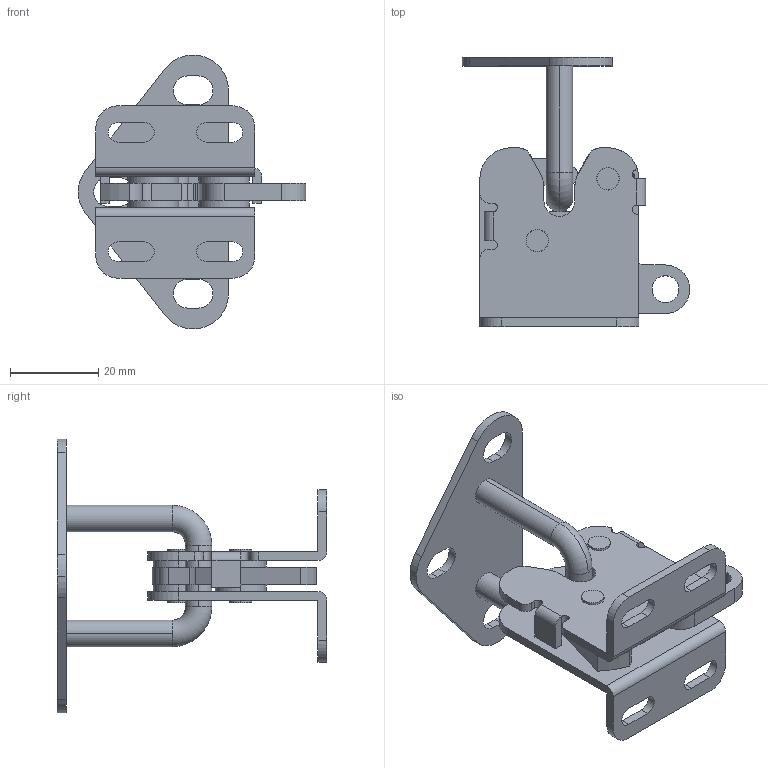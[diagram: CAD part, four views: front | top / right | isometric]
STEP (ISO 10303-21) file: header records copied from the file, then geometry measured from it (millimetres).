
FILE_DESCRIPTION (( 'STEP AP203' ), '1' );
FILE_NAME ('sone3D.STEP', '2017-09-08T00:40:17', ( '' ), ( '' ), 'SwSTEP 2.0', 'SolidWorks 2014', '' );
FILE_SCHEMA (( 'CONFIG_CONTROL_DESIGN' ));
Length unit declared in the file: millimetre
Products named in the file (7): C-1451-2僽儔働僢僩2_; C-1451-2僽儔働僢僩1_; C-1451-2カム_; C-1451-2ピン_; C-1451-2受け金具_; C-1451-2レバー_; sone3D
Assembly tree (7 placements, depth 2):
  sone3D
    C-1451-2僽儔働僢僩1_
    C-1451-2僽儔働僢僩2_
    C-1451-2カム_
    C-1451-2ピン_  x2
    C-1451-2受け金具_
    C-1451-2レバー_
Bounding box: 51.5 x 61 x 61.95 mm (x, y, z)
Volume: 16046.9 mm3; surface area: 16561.3 mm2
Topology: 7 solids, 7 shells, 224 faces, 596 edges, 394 vertices
Faces by surface type: cylinder 124, plane 96, torus 4
Entity records: 7485 total; most frequent: DIRECTION 1240, CARTESIAN_POINT 1158, ORIENTED_EDGE 1132, EDGE_CURVE 566, AXIS2_PLACEMENT_3D 456, VERTEX_POINT 374, VECTOR 328, LINE 328
